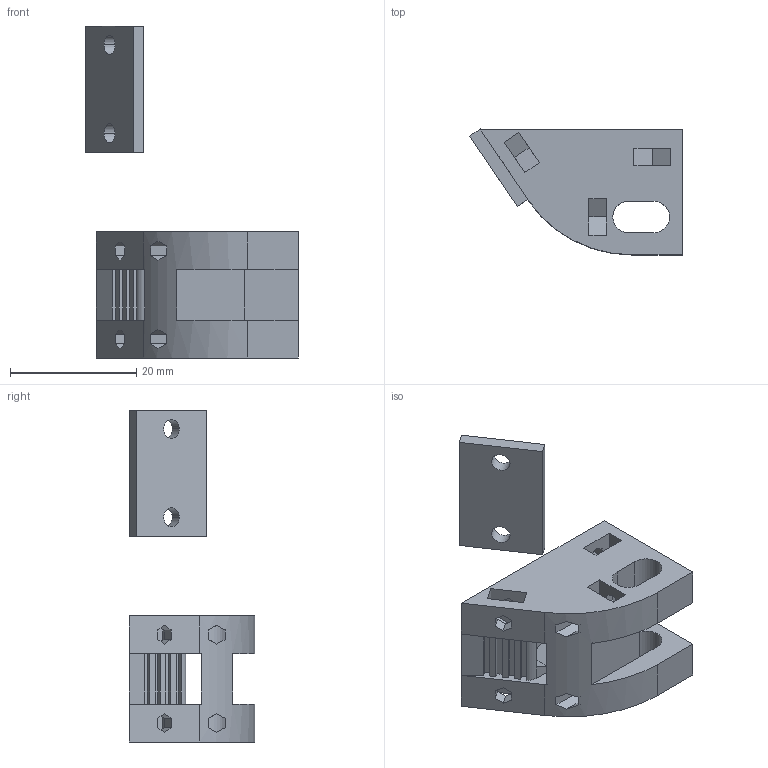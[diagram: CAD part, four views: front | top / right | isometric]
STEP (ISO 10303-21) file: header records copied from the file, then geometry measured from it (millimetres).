
FILE_DESCRIPTION (( 'USING AP203' ), '1' );
FILE_NAME ('y-carriage-belt-holder.STEP', '2024-07-05T14:45:31', ( '' ), ( '' ), '', '', '' );
FILE_SCHEMA (( 'CONFIG_CONTROL_DESIGN' ));
Length unit declared in the file: millimetre
Products named in the file (1): y-carriage-belt-holder
Bounding box: 33.66 x 19.87 x 52.59 mm (x, y, z)
Volume: 7413 mm3; surface area: 5138.3 mm2
Topology: 2 solids, 2 shells, 174 faces, 486 edges, 320 vertices
Faces by surface type: plane 164, cylinder 10
Entity records: 5609 total; most frequent: CARTESIAN_POINT 1029, ORIENTED_EDGE 972, DIRECTION 844, EDGE_CURVE 486, LINE 446, VECTOR 446, VERTEX_POINT 320, EDGE_LOOP 206
